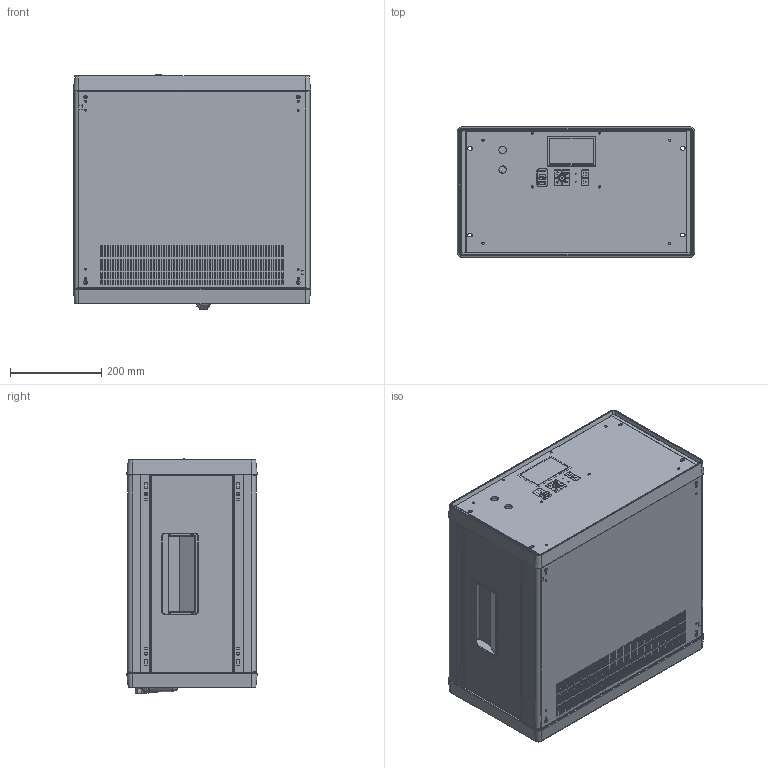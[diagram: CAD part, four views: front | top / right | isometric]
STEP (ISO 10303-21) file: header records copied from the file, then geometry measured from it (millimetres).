
FILE_DESCRIPTION (( 'STEP AP214' ), '1' );
FILE_NAME ('F670LV EVIDE.STEP', '2022-12-01T16:24:55', ( '' ), ( '' ), 'SwSTEP 2.0', 'SolidWorks 2016', '' );
FILE_SCHEMA (( 'AUTOMOTIVE_DESIGN' ));
Length unit declared in the file: millimetre
Products named in the file (27): HOLM OBEN  434T_3_Standard; GRIFFSCHALE_8_Standard; BODENSCHALE 433.3T_4_Standard; 4003 Assemblage carte ecran F610; 6100276 VIS TETE BOMBEE CBHC M3-12 INOX; 6430105 ECRAN TFT 4.3 POUCES - QUARTZ 10.000; COMPTEC-RAHMEN-6HE_4_Standard; 55016 Carte micro F610 et F620 et 52113a USB; 52094 CARTE SUPPORT COMX HILSCHER S6; 9511031 Face avant 6U F6LV; 9511032 Tôle arrière 6U F6LV; 9510631 Plexi ecran F670; F670LV EVIDE; 6100278 VIS TETE BOMBEE CBHC M3-6 INOX; 60103069_10_Standard; F670LV; 9510626 CACHE USB; HOLM UNTEN 434T_3_Standard; 9510223 Tole intermediaire Clavier silicone; 6330301 FILTRE 17B 1-4G 5µ CUVE METAL Norgren-F07-200-M1MG; Pièce3^Tiroir F670LV; 9510216 Clavier silicone F620; BODENSCHALE 433.3T_9_Standard; DACHSCHALE 433.3T_4_Standard; DACHSCHALE 433.3T_9_Standard; 58055 Carte clavier; SEITENWAND_6_Standard
Assembly tree (51 placements, depth 4):
  F670LV EVIDE
    9511031 Face avant 6U F6LV
    9511032 Tôle arrière 6U F6LV
    Pièce3^Tiroir F670LV
    6330301 FILTRE 17B 1-4G 5µ CUVE METAL Norgren-F07-200-M1MG
    4003 Assemblage carte ecran F610
      9510223 Tole intermediaire Clavier silicone
      6430105 ECRAN TFT 4.3 POUCES - QUARTZ 10.000
      52094 CARTE SUPPORT COMX HILSCHER S6
      55016 Carte micro F610 et F620 et 52113a USB
      58055 Carte clavier
      6100278 VIS TETE BOMBEE CBHC M3-6 INOX  x15
      6100276 VIS TETE BOMBEE CBHC M3-12 INOX  x4
    9510631 Plexi ecran F670
    9510626 CACHE USB
    9510216 Clavier silicone F620
    F670LV
      HOLM OBEN  434T_3_Standard  x2
      SEITENWAND_6_Standard  x2
      COMPTEC-RAHMEN-6HE_4_Standard  x2
      BODENSCHALE 433.3T_4_Standard
        60103069_10_Standard  x2
        BODENSCHALE 433.3T_9_Standard
      GRIFFSCHALE_8_Standard  x2
      HOLM UNTEN 434T_3_Standard  x2
      DACHSCHALE 433.3T_4_Standard
        DACHSCHALE 433.3T_9_Standard
        60103069_10_Standard  x2
Bounding box: 520.07 x 286.07 x 513.5 mm (x, y, z)
Volume: 3877011.9 mm3; surface area: 3820783.4 mm2
Topology: 68 solids, 68 shells, 5452 faces, 14746 edges, 9602 vertices
Faces by surface type: plane 3498, cylinder 1203, bspline 300, cone 292, torus 151, sphere 8
Entity records: 160003 total; most frequent: CARTESIAN_POINT 38990, ORIENTED_EDGE 20560, DIRECTION 17546, EDGE_CURVE 10280, VERTEX_POINT 6791, LINE 6746, VECTOR 6746, AXIS2_PLACEMENT_3D 5400
